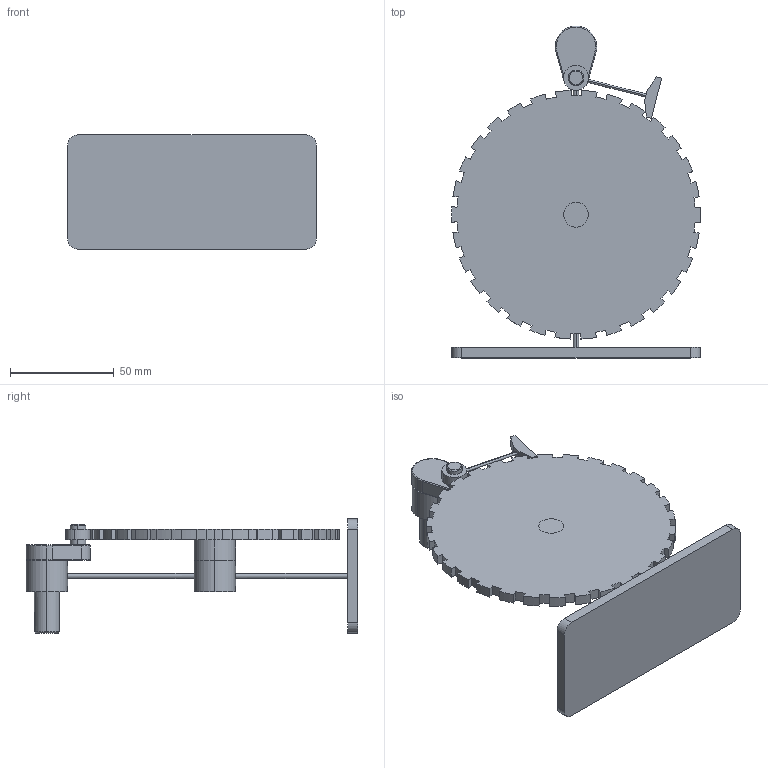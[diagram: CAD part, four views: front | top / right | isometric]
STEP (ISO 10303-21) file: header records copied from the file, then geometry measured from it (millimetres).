
FILE_DESCRIPTION (( 'STEP AP214' ), '1' );
FILE_NAME ('间断性旋转棘轮机构.STEP', '2020-03-12T01:40:46', ( 'PC' ), ( 'Microsoft' ), 'SwSTEP 2.0', 'SolidWorks 2019', '' );
FILE_SCHEMA (( 'AUTOMOTIVE_DESIGN' ));
Length unit declared in the file: millimetre
Products named in the file (5): 2.输入轴; 间断性旋转棘轮机构; 3.植雄謫; 1.菁釱; 4.芢裝
Assembly tree (4 placements, depth 2):
  间断性旋转棘轮机构
    1.菁釱
    2.输入轴
    3.植雄謫
    4.芢裝
Bounding box: 120 x 160 x 55 mm (x, y, z)
Volume: 107608.1 mm3; surface area: 50410.2 mm2
Topology: 5 solids, 5 shells, 212 faces, 562 edges, 368 vertices
Faces by surface type: cylinder 103, plane 94, torus 8, cone 7
Entity records: 6995 total; most frequent: CARTESIAN_POINT 1323, DIRECTION 1204, ORIENTED_EDGE 1124, EDGE_CURVE 562, AXIS2_PLACEMENT_3D 435, VERTEX_POINT 368, LINE 334, VECTOR 334
